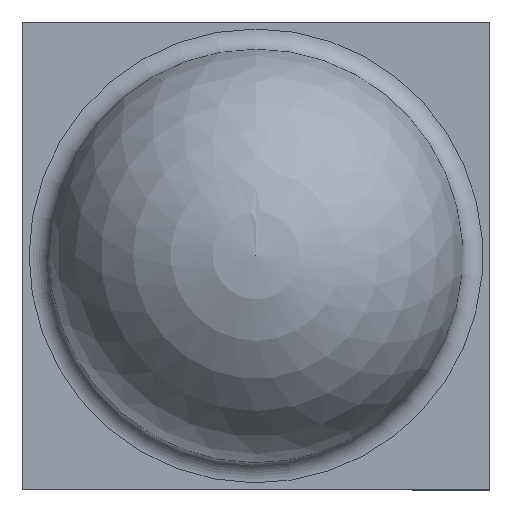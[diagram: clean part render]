
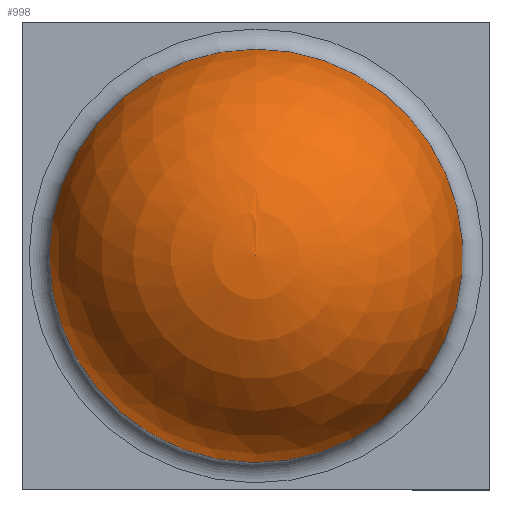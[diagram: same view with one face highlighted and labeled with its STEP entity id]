
A CAD part, top view. The second image highlights one B-rep face of the part: STEP entity #998.
In plain terms, the highlighted spherical face has radius 1.53 mm.
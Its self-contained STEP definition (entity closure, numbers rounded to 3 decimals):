
#11=SPHERICAL_SURFACE('',#1273,1.53);
#115=CIRCLE('',#1270,1.524);
#116=CIRCLE('',#1271,1.524);
#118=CIRCLE('',#1274,1.53);
#172=FACE_OUTER_BOUND('',#235,.T.);
#235=EDGE_LOOP('',(#893,#894,#895,#896));
#528=VERTEX_POINT('',#1811);
#529=VERTEX_POINT('',#1812);
#530=VERTEX_POINT('',#1817);
#649=EDGE_CURVE('',#528,#529,#115,.T.);
#650=EDGE_CURVE('',#529,#528,#116,.T.);
#652=EDGE_CURVE('',#528,#530,#118,.T.);
#893=ORIENTED_EDGE('',*,*,#649,.T.);
#894=ORIENTED_EDGE('',*,*,#650,.T.);
#895=ORIENTED_EDGE('',*,*,#652,.T.);
#896=ORIENTED_EDGE('',*,*,#652,.F.);
#998=ADVANCED_FACE('',(#172),#11,.T.);
#1270=AXIS2_PLACEMENT_3D('',#1813,#1535,#1536);
#1271=AXIS2_PLACEMENT_3D('',#1814,#1537,#1538);
#1273=AXIS2_PLACEMENT_3D('',#1816,#1541,#1542);
#1274=AXIS2_PLACEMENT_3D('',#1818,#1543,#1544);
#1535=DIRECTION('center_axis',(0.,1.,0.));
#1536=DIRECTION('ref_axis',(1.,0.,0.));
#1537=DIRECTION('center_axis',(0.,1.,0.));
#1538=DIRECTION('ref_axis',(1.,0.,0.));
#1541=DIRECTION('center_axis',(0.,-1.,0.));
#1542=DIRECTION('ref_axis',(-1.,0.,0.));
#1543=DIRECTION('center_axis',(0.,0.,
1.));
#1544=DIRECTION('ref_axis',(1.,0.,0.));
#1811=CARTESIAN_POINT('',(1.524,0.287,0.));
#1812=CARTESIAN_POINT('',(-1.524,0.287,-0.017));
#1813=CARTESIAN_POINT('Origin',(0.,0.287,0.));
#1814=CARTESIAN_POINT('Origin',(0.,0.287,0.));
#1816=CARTESIAN_POINT('Origin',(0.,0.15,0.));
#1817=CARTESIAN_POINT('',(0.,1.68,0.));
#1818=CARTESIAN_POINT('Origin',(0.,0.15,0.));
